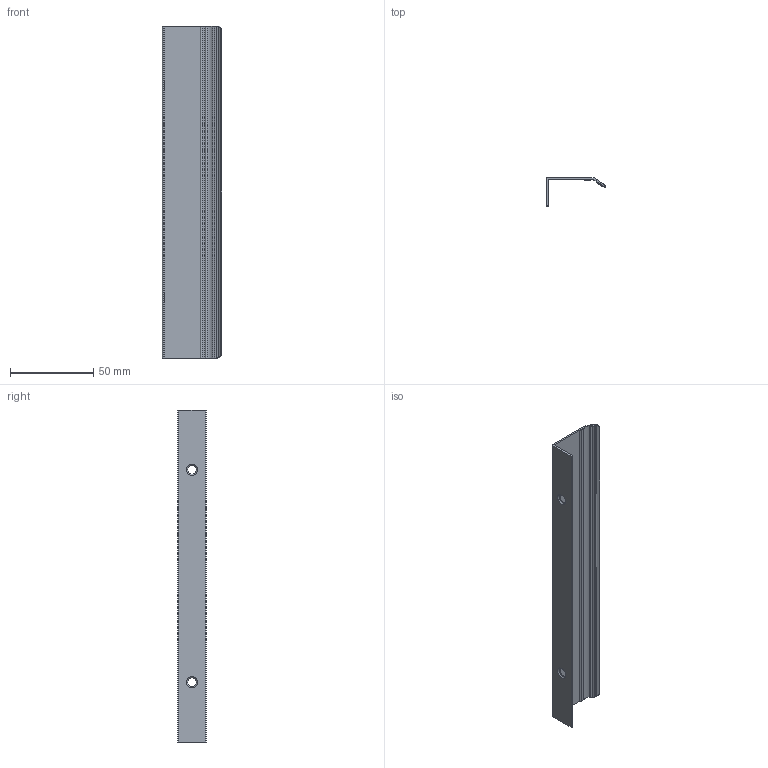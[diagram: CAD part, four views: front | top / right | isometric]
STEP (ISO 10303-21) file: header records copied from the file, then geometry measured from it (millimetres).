
FILE_DESCRIPTION(/* description */ (''),/* implementation_level */ '2;1');
FILE_NAME(/* name */ '0117 3D_00.stp',/* time_stamp */ '2023-01-02T10:56:36+01:00',/* author */ ('jferrer'),/* organization */ (''),/* preprocessor_version */ 'ST-DEVELOPER v18.1',/* originating_system */ 'Autodesk Inventor 2022',/* authorisation */ '');
FILE_SCHEMA (('CONFIG_CONTROL_DESIGN'));
Length unit declared in the file: millimetre
Products named in the file (1): 0117 3D_00
Bounding box: 35.8 x 17 x 200 mm (x, y, z)
Volume: 11647.4 mm3; surface area: 22191.4 mm2
Topology: 1 solids, 1 shells, 34 faces, 94 edges, 62 vertices
Faces by surface type: cylinder 17, plane 15, cone 2
Full cylindrical faces by diameter (mm): 5.2 x2
Entity records: 1189 total; most frequent: CARTESIAN_POINT 249, DIRECTION 190, ORIENTED_EDGE 188, EDGE_CURVE 94, AXIS2_PLACEMENT_3D 67, VERTEX_POINT 62, LINE 56, VECTOR 56
